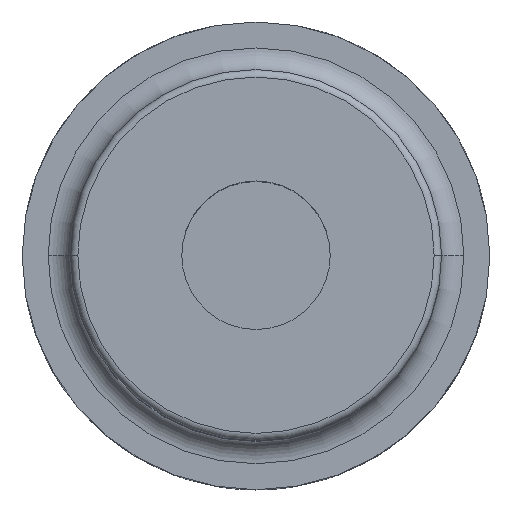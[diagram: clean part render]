
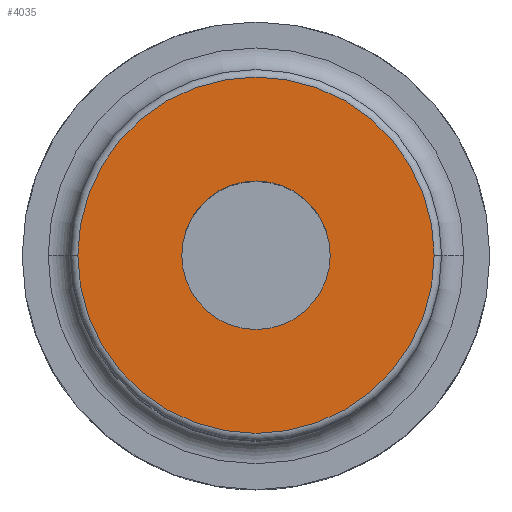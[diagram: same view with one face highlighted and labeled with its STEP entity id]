
A CAD part, top view. The second image highlights one B-rep face of the part: STEP entity #4035.
In plain terms, the highlighted planar face has unit normal (0, 0, 1).
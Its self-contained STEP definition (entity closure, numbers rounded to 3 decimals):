
#55 = DIRECTION ( 'NONE',  ( 0., 0., 1. ) ) ;
#76 = CARTESIAN_POINT ( 'NONE',  ( 0., 0., 70. ) ) ;
#99 = CARTESIAN_POINT ( 'NONE',  ( 0., 0., 70. ) ) ;
#177 = CIRCLE ( 'NONE', #2071, 10. ) ;
#181 = CIRCLE ( 'NONE', #3992, 24. ) ;
#193 = EDGE_CURVE ( 'NONE', #4864, #1962, #665, .T. ) ;
#376 = EDGE_CURVE ( 'NONE', #1962, #4864, #181, .T. ) ;
#424 = VERTEX_POINT ( 'NONE', #3409 ) ;
#478 = DIRECTION ( 'NONE',  ( 0., 0., -1. ) ) ;
#665 = CIRCLE ( 'NONE', #1296, 24. ) ;
#714 = AXIS2_PLACEMENT_3D ( 'NONE', #3717, #1272, #3683 ) ;
#733 = ORIENTED_EDGE ( 'NONE', *, *, #1774, .F. ) ;
#1070 = VERTEX_POINT ( 'NONE', #1674 ) ;
#1152 = EDGE_CURVE ( 'NONE', #1070, #424, #2084, .T. ) ;
#1241 = EDGE_LOOP ( 'NONE', ( #733, #1742 ) ) ;
#1272 = DIRECTION ( 'NONE',  ( 0., 0., 1. ) ) ;
#1296 = AXIS2_PLACEMENT_3D ( 'NONE', #76, #2099, #4082 ) ;
#1582 = DIRECTION ( 'NONE',  ( 1., 0., 0. ) ) ;
#1674 = CARTESIAN_POINT ( 'NONE',  ( 10., 0., 70. ) ) ;
#1742 = ORIENTED_EDGE ( 'NONE', *, *, #1152, .F. ) ;
#1774 = EDGE_CURVE ( 'NONE', #424, #1070, #177, .T. ) ;
#1960 = FACE_BOUND ( 'NONE', #1241, .T. ) ;
#1962 = VERTEX_POINT ( 'NONE', #1974 ) ;
#1974 = CARTESIAN_POINT ( 'NONE',  ( -24., 0., 70. ) ) ;
#2013 = CARTESIAN_POINT ( 'NONE',  ( 0., 24., 70. ) ) ;
#2071 = AXIS2_PLACEMENT_3D ( 'NONE', #2432, #3249, #1582 ) ;
#2084 = CIRCLE ( 'NONE', #714, 10. ) ;
#2099 = DIRECTION ( 'NONE',  ( 0., 0., -1. ) ) ;
#2260 = EDGE_LOOP ( 'NONE', ( #4112, #3240 ) ) ;
#2432 = CARTESIAN_POINT ( 'NONE',  ( 0., 0., 70. ) ) ;
#2752 = DIRECTION ( 'NONE',  ( 1., 0., 0. ) ) ;
#3240 = ORIENTED_EDGE ( 'NONE', *, *, #193, .F. ) ;
#3249 = DIRECTION ( 'NONE',  ( 0., 0., 1. ) ) ;
#3274 = DIRECTION ( 'NONE',  ( -1., 0., 0. ) ) ;
#3409 = CARTESIAN_POINT ( 'NONE',  ( -10., 0., 70. ) ) ;
#3683 = DIRECTION ( 'NONE',  ( 1., 0., 0. ) ) ;
#3717 = CARTESIAN_POINT ( 'NONE',  ( 0., 0., 70. ) ) ;
#3960 = PLANE ( 'NONE',  #4111 ) ;
#3966 = FACE_OUTER_BOUND ( 'NONE', #2260, .T. ) ;
#3992 = AXIS2_PLACEMENT_3D ( 'NONE', #99, #478, #3274 ) ;
#4035 = ADVANCED_FACE ( 'NONE', ( #1960, #3966 ), #3960, .T. ) ;
#4082 = DIRECTION ( 'NONE',  ( -1., 0., 0. ) ) ;
#4111 = AXIS2_PLACEMENT_3D ( 'NONE', #2013, #55, #2752 ) ;
#4112 = ORIENTED_EDGE ( 'NONE', *, *, #376, .F. ) ;
#4800 = CARTESIAN_POINT ( 'NONE',  ( 24., 0., 70. ) ) ;
#4864 = VERTEX_POINT ( 'NONE', #4800 ) ;
